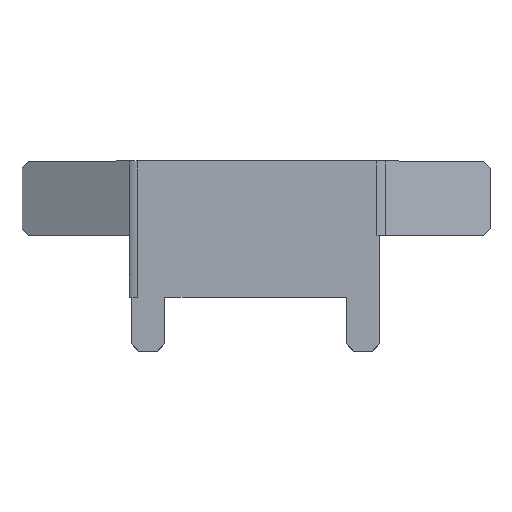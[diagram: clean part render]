
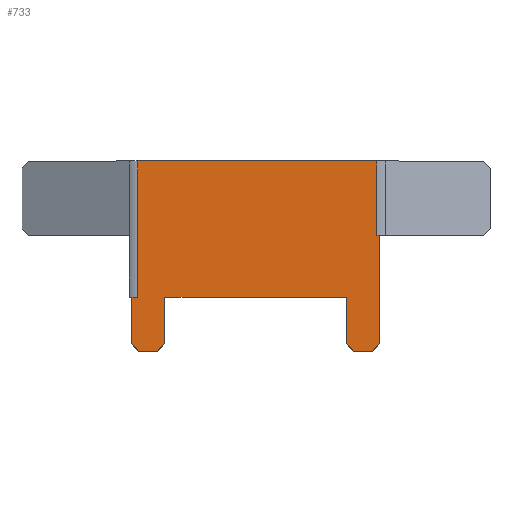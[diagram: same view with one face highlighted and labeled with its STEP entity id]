
A CAD part, top view. The second image highlights one B-rep face of the part: STEP entity #733.
In plain terms, the highlighted planar face has unit normal (0, 0, 1).
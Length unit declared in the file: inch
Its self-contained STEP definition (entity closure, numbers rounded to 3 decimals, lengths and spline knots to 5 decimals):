
#133=DIRECTION('',(0.707,0.707,0.));
#134=VECTOR('',#133,0.24042);
#135=CARTESIAN_POINT('',(3.6246,-2.95,-2.96549));
#136=LINE('',#135,#134);
#137=DIRECTION('',(1.,0.,0.));
#138=VECTOR('',#137,0.46);
#139=CARTESIAN_POINT('',(3.1646,-2.95,-2.96549));
#140=LINE('',#139,#138);
#141=DIRECTION('',(0.707,-0.707,0.));
#142=VECTOR('',#141,0.24042);
#143=CARTESIAN_POINT('',(2.9946,-2.78,-2.96549));
#144=LINE('',#143,#142);
#145=DIRECTION('',(0.,-1.,0.));
#146=VECTOR('',#145,1.13);
#147=CARTESIAN_POINT('',(2.9946,-1.65,-2.96549));
#148=LINE('',#147,#146);
#149=DIRECTION('',(1.,0.,0.));
#150=VECTOR('',#149,4.4);
#151=CARTESIAN_POINT('',(-1.4054,-1.65,-2.96549));
#152=LINE('',#151,#150);
#153=DIRECTION('',(0.,1.,0.));
#154=VECTOR('',#153,1.13);
#155=CARTESIAN_POINT('',(-1.4054,-2.78,-2.96549));
#156=LINE('',#155,#154);
#157=DIRECTION('',(0.707,0.707,0.));
#158=VECTOR('',#157,0.24042);
#159=CARTESIAN_POINT('',(-1.5754,-2.95,-2.96549));
#160=LINE('',#159,#158);
#161=DIRECTION('',(1.,0.,0.));
#162=VECTOR('',#161,0.46);
#163=CARTESIAN_POINT('',(-2.0354,-2.95,-2.96549));
#164=LINE('',#163,#162);
#165=DIRECTION('',(0.707,-0.707,0.));
#166=VECTOR('',#165,0.24042);
#167=CARTESIAN_POINT('',(-2.2054,-2.78,-2.96549));
#168=LINE('',#167,#166);
#169=DIRECTION('',(0.,-1.,0.));
#170=VECTOR('',#169,1.13);
#171=CARTESIAN_POINT('',(-2.2054,-1.65,-2.96549));
#172=LINE('',#171,#170);
#173=DIRECTION('',(1.,0.,0.));
#174=VECTOR('',#173,0.13805);
#175=CARTESIAN_POINT('',(-2.2054,-1.65,-2.96549));
#176=LINE('',#175,#174);
#177=DIRECTION('',(-1.,0.,0.));
#178=VECTOR('',#177,5.79292);
#179=CARTESIAN_POINT('',(3.72557,1.65,-2.96549));
#180=LINE('',#179,#178);
#181=DIRECTION('',(1.,0.,0.));
#182=VECTOR('',#181,0.06903);
#183=CARTESIAN_POINT('',(3.72557,-0.15,-2.96549));
#184=LINE('',#183,#182);
#284=DIRECTION('',(0.,1.,0.));
#285=VECTOR('',#284,1.8);
#286=CARTESIAN_POINT('',(3.72557,-0.15,-2.96549));
#287=LINE('',#286,#285);
#324=DIRECTION('',(0.,1.,0.));
#325=VECTOR('',#324,2.63);
#326=CARTESIAN_POINT('',(3.7946,-2.78,-2.96549));
#327=LINE('',#326,#325);
#332=DIRECTION('',(0.,1.,0.));
#333=VECTOR('',#332,3.3);
#334=CARTESIAN_POINT('',(-2.06735,-1.65,-2.96549));
#335=LINE('',#334,#333);
#437=CARTESIAN_POINT('',(3.72557,1.65,-2.96549));
#438=VERTEX_POINT('',#437);
#439=CARTESIAN_POINT('',(3.72557,-0.15,-2.96549));
#440=VERTEX_POINT('',#439);
#443=CARTESIAN_POINT('',(3.7946,-0.15,-2.96549));
#444=VERTEX_POINT('',#443);
#449=CARTESIAN_POINT('',(-1.4054,-1.65,-2.96549));
#450=CARTESIAN_POINT('',(2.9946,-1.65,-2.96549));
#451=VERTEX_POINT('',#449);
#452=VERTEX_POINT('',#450);
#454=CARTESIAN_POINT('',(-2.2054,-1.65,-2.96549));
#456=VERTEX_POINT('',#454);
#459=CARTESIAN_POINT('',(-2.06735,1.65,-2.96549));
#460=VERTEX_POINT('',#459);
#463=CARTESIAN_POINT('',(-2.06735,-1.65,-2.96549));
#464=VERTEX_POINT('',#463);
#493=CARTESIAN_POINT('',(3.6246,-2.95,-2.96549));
#494=CARTESIAN_POINT('',(3.7946,-2.78,-2.96549));
#495=VERTEX_POINT('',#493);
#496=VERTEX_POINT('',#494);
#501=CARTESIAN_POINT('',(2.9946,-2.78,-2.96549));
#502=CARTESIAN_POINT('',(3.1646,-2.95,-2.96549));
#503=VERTEX_POINT('',#501);
#504=VERTEX_POINT('',#502);
#509=CARTESIAN_POINT('',(-2.2054,-2.78,-2.96549));
#510=CARTESIAN_POINT('',(-2.0354,-2.95,-2.96549));
#511=VERTEX_POINT('',#509);
#512=VERTEX_POINT('',#510);
#517=CARTESIAN_POINT('',(-1.5754,-2.95,-2.96549));
#518=CARTESIAN_POINT('',(-1.4054,-2.78,-2.96549));
#519=VERTEX_POINT('',#517);
#520=VERTEX_POINT('',#518);
#695=CARTESIAN_POINT('',(0.7946,0.,-2.96549));
#696=DIRECTION('',(0.,0.,1.));
#697=DIRECTION('',(1.,0.,0.));
#698=AXIS2_PLACEMENT_3D('',#695,#696,#697);
#699=PLANE('',#698);
#700=ORIENTED_EDGE('',*,*,#685,.F.);
#702=ORIENTED_EDGE('',*,*,#701,.F.);
#704=ORIENTED_EDGE('',*,*,#703,.F.);
#706=ORIENTED_EDGE('',*,*,#705,.F.);
#708=ORIENTED_EDGE('',*,*,#707,.F.);
#710=ORIENTED_EDGE('',*,*,#709,.F.);
#712=ORIENTED_EDGE('',*,*,#711,.F.);
#714=ORIENTED_EDGE('',*,*,#713,.F.);
#716=ORIENTED_EDGE('',*,*,#715,.F.);
#718=ORIENTED_EDGE('',*,*,#717,.F.);
#720=ORIENTED_EDGE('',*,*,#719,.T.);
#722=ORIENTED_EDGE('',*,*,#721,.T.);
#724=ORIENTED_EDGE('',*,*,#723,.F.);
#726=ORIENTED_EDGE('',*,*,#725,.F.);
#728=ORIENTED_EDGE('',*,*,#727,.T.);
#730=ORIENTED_EDGE('',*,*,#729,.F.);
#731=EDGE_LOOP('',(#700,#702,#704,#706,#708,#710,#712,#714,#716,#718,#720,#722,
#724,#726,#728,#730));
#732=FACE_OUTER_BOUND('',#731,.F.);
#733=ADVANCED_FACE('',(#732),#699,.T.);
#685=EDGE_CURVE('',#495,#496,#136,.T.);
#701=EDGE_CURVE('',#504,#495,#140,.T.);
#703=EDGE_CURVE('',#503,#504,#144,.T.);
#705=EDGE_CURVE('',#452,#503,#148,.T.);
#707=EDGE_CURVE('',#451,#452,#152,.T.);
#709=EDGE_CURVE('',#520,#451,#156,.T.);
#711=EDGE_CURVE('',#519,#520,#160,.T.);
#713=EDGE_CURVE('',#512,#519,#164,.T.);
#715=EDGE_CURVE('',#511,#512,#168,.T.);
#717=EDGE_CURVE('',#456,#511,#172,.T.);
#719=EDGE_CURVE('',#456,#464,#176,.T.);
#721=EDGE_CURVE('',#464,#460,#335,.T.);
#723=EDGE_CURVE('',#438,#460,#180,.T.);
#725=EDGE_CURVE('',#440,#438,#287,.T.);
#727=EDGE_CURVE('',#440,#444,#184,.T.);
#729=EDGE_CURVE('',#496,#444,#327,.T.);
